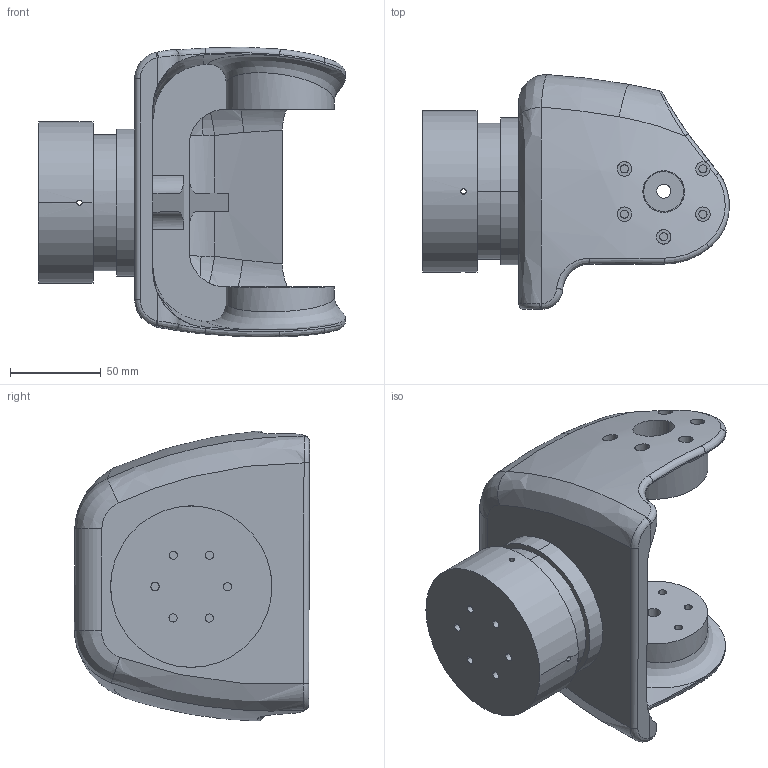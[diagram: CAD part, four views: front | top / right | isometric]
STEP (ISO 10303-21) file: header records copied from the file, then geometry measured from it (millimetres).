
FILE_DESCRIPTION (( 'STEP AP203' ), '1' );
FILE_NAME ('B_Default_sldprt.STEP', '2023-06-16T15:49:20', ( '' ), ( '' ), 'SwSTEP 2.0', 'SolidWorks 2022', '' );
FILE_SCHEMA (( 'CONFIG_CONTROL_DESIGN' ));
Length unit declared in the file: millimetre
Products named in the file (1): B_Default_sldprt
Bounding box: 169.22 x 129.72 x 159.93 mm (x, y, z)
Volume: 678084.9 mm3; surface area: 154381.1 mm2
Topology: 3 solids, 3 shells, 213 faces, 566 edges, 364 vertices
Faces by surface type: cylinder 124, bspline 49, plane 40
Entity records: 13978 total; most frequent: CARTESIAN_POINT 8976, ORIENTED_EDGE 1128, DIRECTION 854, EDGE_CURVE 564, VERTEX_POINT 364, AXIS2_PLACEMENT_3D 342, EDGE_LOOP 276, ADVANCED_FACE 213
